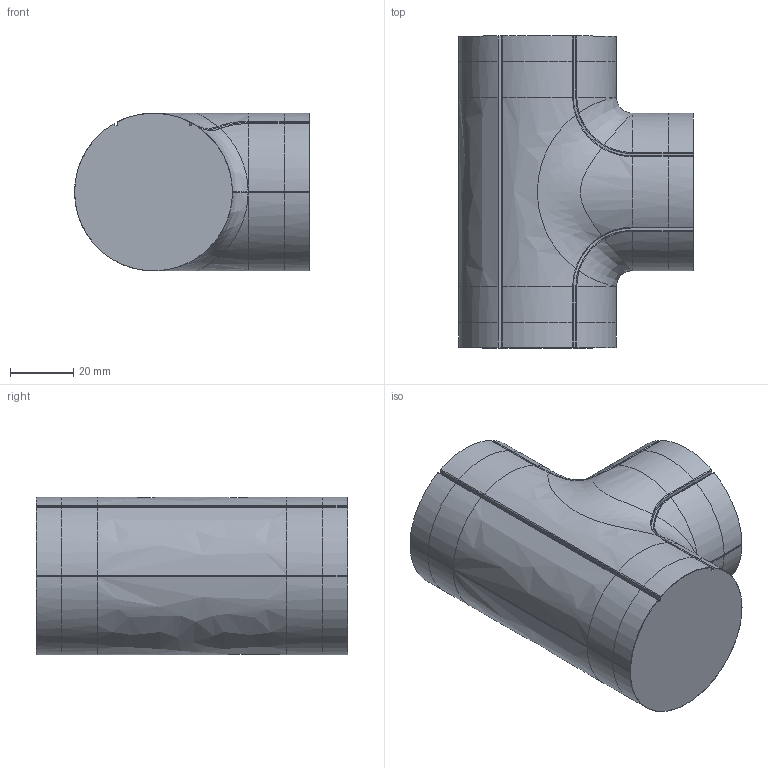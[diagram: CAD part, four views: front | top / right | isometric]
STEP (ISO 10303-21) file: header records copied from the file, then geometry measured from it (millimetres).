
FILE_DESCRIPTION(/* description */ (''),/* implementation_level */ '2;1');
FILE_NAME(/* name */ 'Giunto T',/* time_stamp */ '2022-06-27T16:14:24+02:00',/* author */ (''),/* organization */ (''),/* preprocessor_version */ 'ST-DEVELOPER v16.5',/* originating_system */ 'Rhino 7.17',/* authorisation */ '');
FILE_SCHEMA (('CONFIG_CONTROL_DESIGN'));
Length unit declared in the file: millimetre
Products named in the file (1): Document
Bounding box: 74.43 x 98.86 x 50.01 mm (x, y, z)
Volume: 249876.6 mm3; surface area: 24388.7 mm2
Topology: 1 solids, 1 shells, 148 faces, 336 edges, 190 vertices
Faces by surface type: bspline 72, plane 44, cylinder 32
Entity records: 8174 total; most frequent: CARTESIAN_POINT 5988, ORIENTED_EDGE 672, EDGE_CURVE 336, VERTEX_POINT 190, B_SPLINE_CURVE_WITH_KNOTS 176, ADVANCED_FACE 148, FACE_OUTER_BOUND 148, EDGE_LOOP 148
